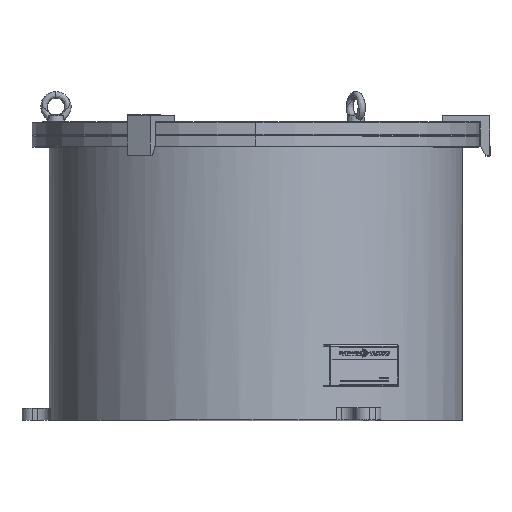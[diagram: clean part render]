
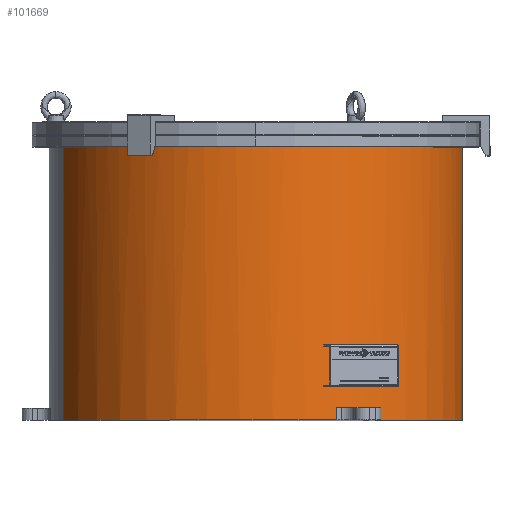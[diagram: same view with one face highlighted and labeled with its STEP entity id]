
A CAD part, top view. The second image highlights one B-rep face of the part: STEP entity #101669.
In plain terms, the highlighted cylindrical face has radius 305 mm (diameter 610 mm), a partial arc.
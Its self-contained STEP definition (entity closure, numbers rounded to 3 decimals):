
#782 = EDGE_CURVE ( 'NONE', #57407, #69684, #43941, .T. ) ;
#6579 = EDGE_CURVE ( 'NONE', #69684, #52930, #125178, .T. ) ;
#8794 = DIRECTION ( 'NONE',  ( 0., -1., 0. ) ) ;
#9902 = FACE_OUTER_BOUND ( 'NONE', #90002, .T. ) ;
#14222 = VECTOR ( 'NONE', #65346, 1000. ) ;
#14609 = DIRECTION ( 'NONE',  ( 0., -1., 0. ) ) ;
#25023 = EDGE_CURVE ( 'NONE', #33414, #112940, #52891, .T. ) ;
#25127 = CIRCLE ( 'NONE', #65342, 305. ) ;
#25528 = DIRECTION ( 'NONE',  ( 0., -1., 0. ) ) ;
#27703 = AXIS2_PLACEMENT_3D ( 'NONE', #45560, #115406, #55535 ) ;
#29416 = CARTESIAN_POINT ( 'NONE',  ( -283.762, 0., 111.823 ) ) ;
#29461 = CARTESIAN_POINT ( 'NONE',  ( 183.85, 18., 243.36 ) ) ;
#29829 = CARTESIAN_POINT ( 'NONE',  ( 0., 412., 0. ) ) ;
#31317 = AXIS2_PLACEMENT_3D ( 'NONE', #29829, #99596, #39862 ) ;
#33414 = VERTEX_POINT ( 'NONE', #49086 ) ;
#38400 = CIRCLE ( 'NONE', #27703, 305. ) ;
#39023 = CARTESIAN_POINT ( 'NONE',  ( 283.762, 412., -111.823 ) ) ;
#39862 = DIRECTION ( 'NONE',  ( 0.93, 0., -0.367 ) ) ;
#43941 = LINE ( 'NONE', #115308, #14222 ) ;
#44923 = ORIENTED_EDGE ( 'NONE', *, *, #129530, .T. ) ;
#45560 = CARTESIAN_POINT ( 'NONE',  ( 0., 0., 0. ) ) ;
#49086 = CARTESIAN_POINT ( 'NONE',  ( -283.762, 412., 111.823 ) ) ;
#50625 = DIRECTION ( 'NONE',  ( 0.93, 0., -0.367 ) ) ;
#52449 = EDGE_CURVE ( 'NONE', #60908, #33414, #129044, .T. ) ;
#52891 = LINE ( 'NONE', #114929, #79407 ) ;
#52930 = VERTEX_POINT ( 'NONE', #126178 ) ;
#55535 = DIRECTION ( 'NONE',  ( 0., 0., 1. ) ) ;
#57407 = VERTEX_POINT ( 'NONE', #29461 ) ;
#60399 = EDGE_CURVE ( 'NONE', #60908, #52930, #70292, .T. ) ;
#60616 = ORIENTED_EDGE ( 'NONE', *, *, #123936, .F. ) ;
#60908 = VERTEX_POINT ( 'NONE', #39023 ) ;
#65342 = AXIS2_PLACEMENT_3D ( 'NONE', #68678, #8794, #78713 ) ;
#65346 = DIRECTION ( 'NONE',  ( 0., -1., 0. ) ) ;
#68678 = CARTESIAN_POINT ( 'NONE',  ( 0., 18., 0. ) ) ;
#69684 = VERTEX_POINT ( 'NONE', #117461 ) ;
#70230 = CARTESIAN_POINT ( 'NONE',  ( 0., 418., 0. ) ) ;
#70292 = LINE ( 'NONE', #74427, #123525 ) ;
#72357 = VERTEX_POINT ( 'NONE', #128849 ) ;
#74427 = CARTESIAN_POINT ( 'NONE',  ( 283.762, 418., -111.823 ) ) ;
#77126 = CYLINDRICAL_SURFACE ( 'NONE', #94154, 305. ) ;
#78713 = DIRECTION ( 'NONE',  ( 0.93, 0., -0.367 ) ) ;
#79407 = VECTOR ( 'NONE', #25528, 1000. ) ;
#81365 = ORIENTED_EDGE ( 'NONE', *, *, #25023, .T. ) ;
#83042 = VERTEX_POINT ( 'NONE', #99033 ) ;
#84068 = ORIENTED_EDGE ( 'NONE', *, *, #60399, .F. ) ;
#84323 = LINE ( 'NONE', #85925, #110908 ) ;
#85925 = CARTESIAN_POINT ( 'NONE',  ( 118.831, 106.778, 280.899 ) ) ;
#87365 = EDGE_CURVE ( 'NONE', #83042, #72357, #84323, .T. ) ;
#90002 = EDGE_LOOP ( 'NONE', ( #127508, #81365, #44923, #111282, #60616, #112130, #105730, #84068 ) ) ;
#94154 = AXIS2_PLACEMENT_3D ( 'NONE', #70230, #99961, #50625 ) ;
#99033 = CARTESIAN_POINT ( 'NONE',  ( 118.831, 18., 280.899 ) ) ;
#99596 = DIRECTION ( 'NONE',  ( 0., -1., 0. ) ) ;
#99961 = DIRECTION ( 'NONE',  ( 0., -1., 0. ) ) ;
#101669 = ADVANCED_FACE ( 'NONE', ( #9902 ), #77126, .T. ) ;
#105730 = ORIENTED_EDGE ( 'NONE', *, *, #6579, .T. ) ;
#110908 = VECTOR ( 'NONE', #115642, 1000. ) ;
#111282 = ORIENTED_EDGE ( 'NONE', *, *, #87365, .F. ) ;
#111712 = AXIS2_PLACEMENT_3D ( 'NONE', #114766, #118024, #116596 ) ;
#112130 = ORIENTED_EDGE ( 'NONE', *, *, #782, .T. ) ;
#112940 = VERTEX_POINT ( 'NONE', #29416 ) ;
#114766 = CARTESIAN_POINT ( 'NONE',  ( 0., 0., 0. ) ) ;
#114929 = CARTESIAN_POINT ( 'NONE',  ( -283.762, 418., 111.823 ) ) ;
#115308 = CARTESIAN_POINT ( 'NONE',  ( 183.85, 106.778, 243.36 ) ) ;
#115406 = DIRECTION ( 'NONE',  ( 0., 1., 0. ) ) ;
#115642 = DIRECTION ( 'NONE',  ( 0., -1., 0. ) ) ;
#116596 = DIRECTION ( 'NONE',  ( 0., 0., 1. ) ) ;
#117461 = CARTESIAN_POINT ( 'NONE',  ( 183.85, 0., 243.36 ) ) ;
#118024 = DIRECTION ( 'NONE',  ( 0., 1., 0. ) ) ;
#123525 = VECTOR ( 'NONE', #14609, 1000. ) ;
#123936 = EDGE_CURVE ( 'NONE', #57407, #83042, #25127, .T. ) ;
#125178 = CIRCLE ( 'NONE', #111712, 305. ) ;
#126178 = CARTESIAN_POINT ( 'NONE',  ( 283.762, 0., -111.823 ) ) ;
#127508 = ORIENTED_EDGE ( 'NONE', *, *, #52449, .T. ) ;
#128849 = CARTESIAN_POINT ( 'NONE',  ( 118.831, 0., 280.899 ) ) ;
#129044 = CIRCLE ( 'NONE', #31317, 305. ) ;
#129530 = EDGE_CURVE ( 'NONE', #112940, #72357, #38400, .T. ) ;
